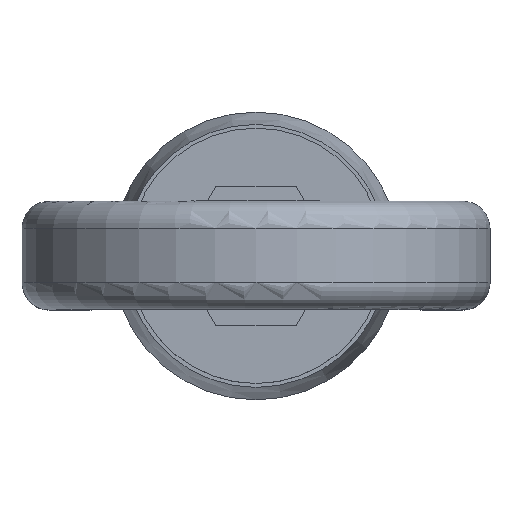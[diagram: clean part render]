
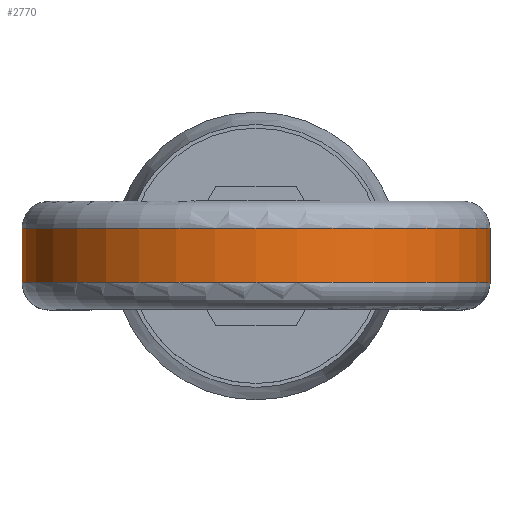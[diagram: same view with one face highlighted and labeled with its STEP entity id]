
A CAD part, top view. The second image highlights one B-rep face of the part: STEP entity #2770.
In plain terms, the highlighted cylindrical face has radius 60.5 mm (diameter 121 mm), a partial arc.
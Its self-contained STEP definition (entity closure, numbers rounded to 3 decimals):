
#1831=LINE('',#7047,#2113);
#1841=LINE('',#7082,#2123);
#2113=VECTOR('',#5972,1.);
#2123=VECTOR('',#6002,1.);
#2432=FACE_OUTER_BOUND('',#3109,.T.);
#2770=ADVANCED_FACE('',(#2432),#2985,.T.);
#2985=CYLINDRICAL_SURFACE('',#5658,60.5);
#3109=EDGE_LOOP('',(#3536,#3537,#3538,#3539));
#3536=ORIENTED_EDGE('',*,*,#5090,.T.);
#3537=ORIENTED_EDGE('',*,*,#5092,.T.);
#3538=ORIENTED_EDGE('',*,*,#5074,.F.);
#3539=ORIENTED_EDGE('',*,*,#5093,.T.);
#4660=VERTEX_POINT('',#7048);
#4661=VERTEX_POINT('',#7049);
#4674=VERTEX_POINT('',#7081);
#4675=VERTEX_POINT('',#7083);
#5074=EDGE_CURVE('',#4660,#4661,#1831,.T.);
#5090=EDGE_CURVE('',#4675,#4674,#1841,.T.);
#5092=EDGE_CURVE('',#4674,#4661,#5566,.T.);
#5093=EDGE_CURVE('',#4660,#4675,#5567,.T.);
#5566=CIRCLE('',#5656,60.5);
#5567=CIRCLE('',#5657,60.5);
#5656=AXIS2_PLACEMENT_3D('',#7086,#6006,#6007);
#5657=AXIS2_PLACEMENT_3D('',#7087,#6008,#6009);
#5658=AXIS2_PLACEMENT_3D('',#7088,#6010,#6011);
#5972=DIRECTION('',(0.,1.,0.));
#6002=DIRECTION('',(0.,1.,0.));
#6006=DIRECTION('',(0.,-1.,0.));
#6007=DIRECTION('',(1.,0.,0.));
#6008=DIRECTION('',(0.,1.,0.));
#6009=DIRECTION('',(0.,0.,1.));
#6010=DIRECTION('',(0.,1.,0.));
#6011=DIRECTION('',(0.,0.,1.));
#7047=CARTESIAN_POINT('',(-60.5,-14.,100.5));
#7048=CARTESIAN_POINT('',(-60.5,-7.,100.5));
#7049=CARTESIAN_POINT('',(-60.5,7.,100.5));
#7081=CARTESIAN_POINT('',(60.5,7.,100.5));
#7082=CARTESIAN_POINT('',(60.5,-14.,100.5));
#7083=CARTESIAN_POINT('',(60.5,-7.,100.5));
#7086=CARTESIAN_POINT('',(0.,7.,100.5));
#7087=CARTESIAN_POINT('',(0.,-7.,100.5));
#7088=CARTESIAN_POINT('',(0.,-14.,100.5));
